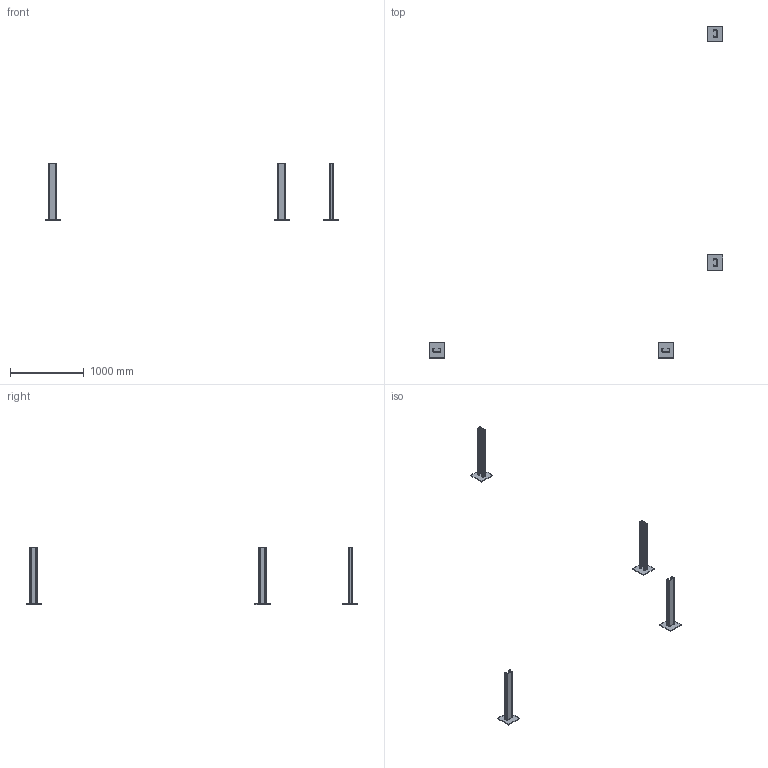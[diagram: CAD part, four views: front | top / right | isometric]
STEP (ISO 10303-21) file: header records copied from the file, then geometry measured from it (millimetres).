
FILE_DESCRIPTION(('FreeCAD Model'),'2;1');
FILE_NAME('Open CASCADE Shape Model','2025-05-01T00:55:47',('FreeCAD'),( 'FreeCAD'),'Open CASCADE STEP processor 7.6','FreeCAD','Unknown');
FILE_SCHEMA(('AUTOMOTIVE_DESIGN { 1 0 10303 214 1 1 1 1 }'));
Length unit declared in the file: millimetre
Products named in the file (1): Open CASCADE STEP translator 7.6 1
Bounding box: 3982.41 x 4499.61 x 775.79 mm (x, y, z)
Volume: 5327354.6 mm3; surface area: 1783609.4 mm2
Topology: 4 solids, 4 shells, 108 faces, 288 edges, 192 vertices
Faces by surface type: bspline 108
Entity records: 3040 total; most frequent: CARTESIAN_POINT 1329, ORIENTED_EDGE 576, EDGE_CURVE 288, B_SPLINE_CURVE_WITH_KNOTS 224, VERTEX_POINT 192, FACE_BOUND 112, EDGE_LOOP 112, ADVANCED_FACE 108
